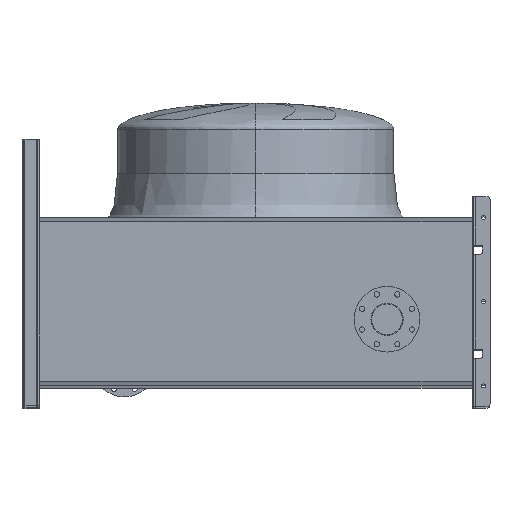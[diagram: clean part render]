
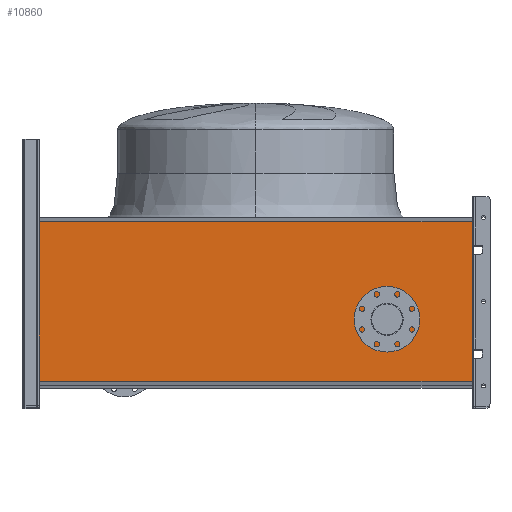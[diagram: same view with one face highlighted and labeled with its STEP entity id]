
A CAD part, top view. The second image highlights one B-rep face of the part: STEP entity #10860.
In plain terms, the highlighted planar face has unit normal (0, 0, 1).
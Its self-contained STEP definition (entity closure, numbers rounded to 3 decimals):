
#56 = VECTOR ( 'NONE', #7206, 1000. ) ;
#464 = VERTEX_POINT ( 'NONE', #13201 ) ;
#1081 = EDGE_CURVE ( 'NONE', #11522, #7678, #13455, .T. ) ;
#1116 = LINE ( 'NONE', #7616, #4361 ) ;
#1484 = DIRECTION ( 'NONE',  ( -1., 0., 0. ) ) ;
#1991 = PLANE ( 'NONE',  #9796 ) ;
#2392 = LINE ( 'NONE', #3696, #11389 ) ;
#2843 = ORIENTED_EDGE ( 'NONE', *, *, #14038, .T. ) ;
#3045 = ORIENTED_EDGE ( 'NONE', *, *, #4954, .T. ) ;
#3300 = DIRECTION ( 'NONE',  ( -1., 0., 0. ) ) ;
#3399 = VERTEX_POINT ( 'NONE', #13368 ) ;
#3415 = EDGE_LOOP ( 'NONE', ( #13933, #2843, #4393, #7037 ) ) ;
#3696 = CARTESIAN_POINT ( 'NONE',  ( 1334.262, 12.578, 240. ) ) ;
#4361 = VECTOR ( 'NONE', #14380, 1000. ) ;
#4393 = ORIENTED_EDGE ( 'NONE', *, *, #10041, .T. ) ;
#4460 = CARTESIAN_POINT ( 'NONE',  ( -725., 12.578, 240. ) ) ;
#4954 = EDGE_CURVE ( 'NONE', #7678, #11522, #6924, .T. ) ;
#5154 = CARTESIAN_POINT ( 'NONE',  ( 440., 274., 240. ) ) ;
#5352 = CARTESIAN_POINT ( 'NONE',  ( 1334.262, 547.422, 240. ) ) ;
#5555 = LINE ( 'NONE', #4460, #6970 ) ;
#5610 = EDGE_CURVE ( 'NONE', #9309, #3399, #1116, .T. ) ;
#5674 = DIRECTION ( 'NONE',  ( 0., 0., -1. ) ) ;
#5737 = CARTESIAN_POINT ( 'NONE',  ( 440., 166., 240. ) ) ;
#6795 = VERTEX_POINT ( 'NONE', #13038 ) ;
#6841 = CARTESIAN_POINT ( 'NONE',  ( 440., 220., 240. ) ) ;
#6924 = CIRCLE ( 'NONE', #9731, 54. ) ;
#6970 = VECTOR ( 'NONE', #9932, 1000. ) ;
#7037 = ORIENTED_EDGE ( 'NONE', *, *, #9419, .F. ) ;
#7038 = DIRECTION ( 'NONE',  ( 0., 0., -1. ) ) ;
#7080 = ORIENTED_EDGE ( 'NONE', *, *, #1081, .T. ) ;
#7179 = AXIS2_PLACEMENT_3D ( 'NONE', #6841, #5674, #10125 ) ;
#7206 = DIRECTION ( 'NONE',  ( -1., 0., 0. ) ) ;
#7616 = CARTESIAN_POINT ( 'NONE',  ( 725., 12.578, 240. ) ) ;
#7678 = VERTEX_POINT ( 'NONE', #5154 ) ;
#7914 = CARTESIAN_POINT ( 'NONE',  ( 440., 220., 240. ) ) ;
#9309 = VERTEX_POINT ( 'NONE', #13581 ) ;
#9419 = EDGE_CURVE ( 'NONE', #3399, #464, #2392, .T. ) ;
#9731 = AXIS2_PLACEMENT_3D ( 'NONE', #7914, #7038, #1484 ) ;
#9796 = AXIS2_PLACEMENT_3D ( 'NONE', #9803, #13296, #3300 ) ;
#9803 = CARTESIAN_POINT ( 'NONE',  ( 1334.262, 12.578, 240. ) ) ;
#9932 = DIRECTION ( 'NONE',  ( 0., -1., 0. ) ) ;
#10041 = EDGE_CURVE ( 'NONE', #6795, #464, #5555, .T. ) ;
#10125 = DIRECTION ( 'NONE',  ( -1., 0., 0. ) ) ;
#10860 = ADVANCED_FACE ( 'NONE', ( #14367, #10968 ), #1991, .F. ) ;
#10968 = FACE_BOUND ( 'NONE', #14406, .T. ) ;
#11389 = VECTOR ( 'NONE', #12383, 1000. ) ;
#11522 = VERTEX_POINT ( 'NONE', #5737 ) ;
#12383 = DIRECTION ( 'NONE',  ( -1., 0., 0. ) ) ;
#13038 = CARTESIAN_POINT ( 'NONE',  ( -725., 547.422, 240. ) ) ;
#13201 = CARTESIAN_POINT ( 'NONE',  ( -725., 12.578, 240. ) ) ;
#13296 = DIRECTION ( 'NONE',  ( 0., 0., -1. ) ) ;
#13368 = CARTESIAN_POINT ( 'NONE',  ( 725., 12.578, 240. ) ) ;
#13455 = CIRCLE ( 'NONE', #7179, 54. ) ;
#13581 = CARTESIAN_POINT ( 'NONE',  ( 725., 547.422, 240. ) ) ;
#13933 = ORIENTED_EDGE ( 'NONE', *, *, #5610, .F. ) ;
#13987 = LINE ( 'NONE', #5352, #56 ) ;
#14038 = EDGE_CURVE ( 'NONE', #9309, #6795, #13987, .T. ) ;
#14367 = FACE_OUTER_BOUND ( 'NONE', #3415, .T. ) ;
#14380 = DIRECTION ( 'NONE',  ( 0., -1., 0. ) ) ;
#14406 = EDGE_LOOP ( 'NONE', ( #3045, #7080 ) ) ;
